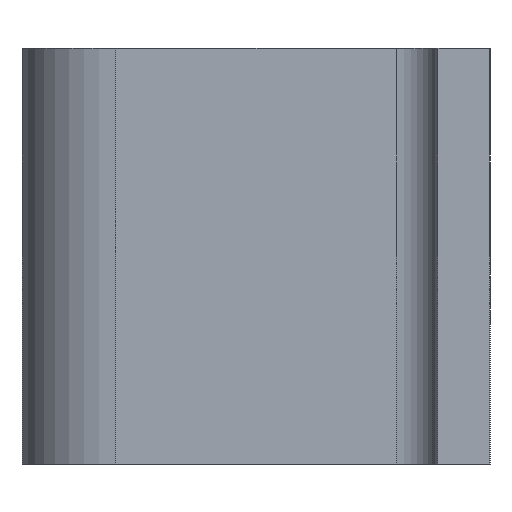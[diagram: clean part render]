
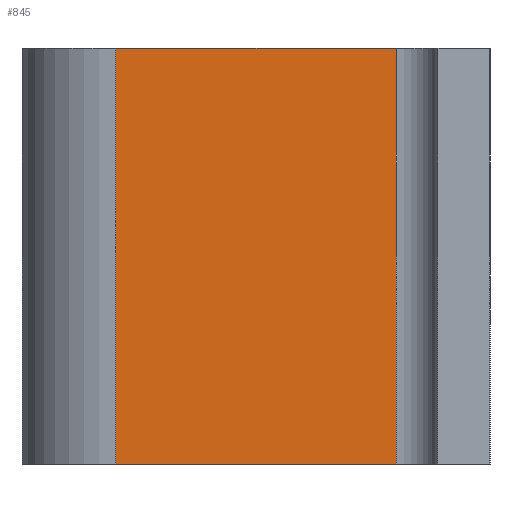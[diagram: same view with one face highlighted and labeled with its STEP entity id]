
A CAD part, left-side view. The second image highlights one B-rep face of the part: STEP entity #845.
In plain terms, the highlighted planar face has unit normal (-1, 0, 0).
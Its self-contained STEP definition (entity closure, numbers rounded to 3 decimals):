
#24 = FACE_OUTER_BOUND ( 'NONE', #523, .T. ) ;
#53 = VERTEX_POINT ( 'NONE', #379 ) ;
#140 = DIRECTION ( 'NONE',  ( 0., -1., 0. ) ) ;
#184 = VERTEX_POINT ( 'NONE', #706 ) ;
#194 = DIRECTION ( 'NONE',  ( 0., 0., -1. ) ) ;
#281 = LINE ( 'NONE', #575, #419 ) ;
#356 = VERTEX_POINT ( 'NONE', #1098 ) ;
#379 = CARTESIAN_POINT ( 'NONE',  ( -26., 36., -20. ) ) ;
#419 = VECTOR ( 'NONE', #468, 1000. ) ;
#468 = DIRECTION ( 'NONE',  ( 0., -1., 0. ) ) ;
#469 = AXIS2_PLACEMENT_3D ( 'NONE', #482, #1040, #756 ) ;
#482 = CARTESIAN_POINT ( 'NONE',  ( -26., 40., 20. ) ) ;
#500 = EDGE_CURVE ( 'NONE', #184, #1084, #281, .T. ) ;
#504 = ORIENTED_EDGE ( 'NONE', *, *, #581, .T. ) ;
#523 = EDGE_LOOP ( 'NONE', ( #504, #850, #1167, #826 ) ) ;
#534 = VECTOR ( 'NONE', #140, 1000. ) ;
#575 = CARTESIAN_POINT ( 'NONE',  ( -26., 40., 20. ) ) ;
#581 = EDGE_CURVE ( 'NONE', #53, #356, #705, .T. ) ;
#639 = CARTESIAN_POINT ( 'NONE',  ( -26., 9., 20. ) ) ;
#649 = VECTOR ( 'NONE', #1175, 1000. ) ;
#705 = LINE ( 'NONE', #1076, #534 ) ;
#706 = CARTESIAN_POINT ( 'NONE',  ( -26., 36., 20. ) ) ;
#708 = VECTOR ( 'NONE', #194, 1000. ) ;
#710 = EDGE_CURVE ( 'NONE', #1084, #356, #1085, .T. ) ;
#756 = DIRECTION ( 'NONE',  ( 0., 1., 0. ) ) ;
#826 = ORIENTED_EDGE ( 'NONE', *, *, #1118, .T. ) ;
#832 = PLANE ( 'NONE',  #469 ) ;
#842 = LINE ( 'NONE', #855, #708 ) ;
#845 = ADVANCED_FACE ( 'NONE', ( #24 ), #832, .F. ) ;
#850 = ORIENTED_EDGE ( 'NONE', *, *, #710, .F. ) ;
#855 = CARTESIAN_POINT ( 'NONE',  ( -26., 36., 20. ) ) ;
#950 = CARTESIAN_POINT ( 'NONE',  ( -26., 9., 20. ) ) ;
#1040 = DIRECTION ( 'NONE',  ( 1., 0., 0. ) ) ;
#1076 = CARTESIAN_POINT ( 'NONE',  ( -26., 40., -20. ) ) ;
#1084 = VERTEX_POINT ( 'NONE', #950 ) ;
#1085 = LINE ( 'NONE', #639, #649 ) ;
#1098 = CARTESIAN_POINT ( 'NONE',  ( -26., 9., -20. ) ) ;
#1118 = EDGE_CURVE ( 'NONE', #184, #53, #842, .T. ) ;
#1167 = ORIENTED_EDGE ( 'NONE', *, *, #500, .F. ) ;
#1175 = DIRECTION ( 'NONE',  ( 0., 0., -1. ) ) ;
